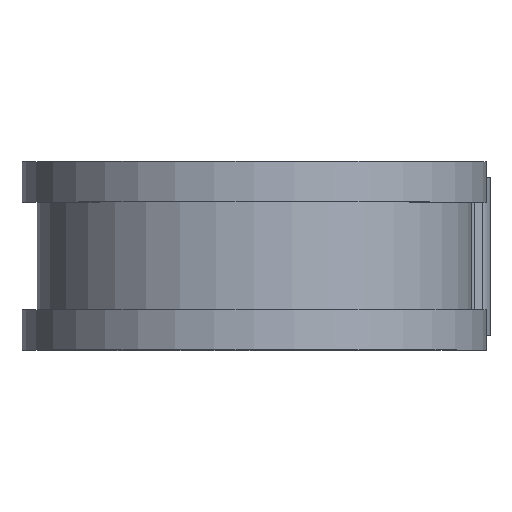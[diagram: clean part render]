
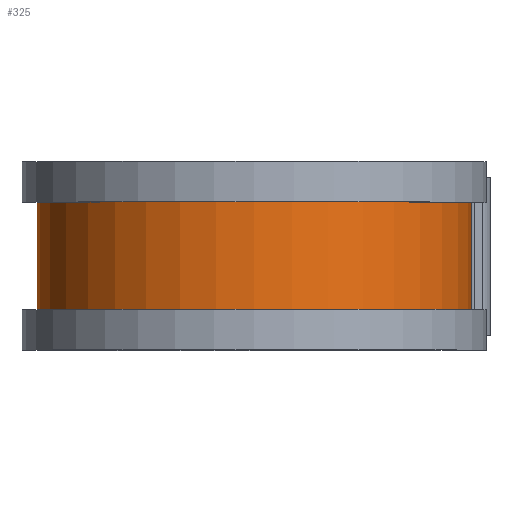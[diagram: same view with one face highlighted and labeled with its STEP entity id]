
A CAD part, top view. The second image highlights one B-rep face of the part: STEP entity #325.
In plain terms, the highlighted cylindrical face has radius 21.793 mm (diameter 43.586 mm), a partial arc.
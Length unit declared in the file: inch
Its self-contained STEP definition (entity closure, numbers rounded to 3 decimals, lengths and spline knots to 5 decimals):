
#9 = VERTEX_POINT ( 'NONE', #534 ) ;
#80 = CARTESIAN_POINT ( 'NONE',  ( 0., 0.2125, -0.858 ) ) ;
#113 = CARTESIAN_POINT ( 'NONE',  ( 0., 0.3125, 0. ) ) ;
#134 = VERTEX_POINT ( 'NONE', #1414 ) ;
#138 = DIRECTION ( 'NONE',  ( 0., 0., -1. ) ) ;
#219 = DIRECTION ( 'NONE',  ( 0., -1., 0. ) ) ;
#233 = EDGE_CURVE ( 'NONE', #841, #134, #1292, .T. ) ;
#237 = DIRECTION ( 'NONE',  ( 0., -1., 0. ) ) ;
#260 = DIRECTION ( 'NONE',  ( 0., -1., 0. ) ) ;
#321 = CARTESIAN_POINT ( 'NONE',  ( 0.858, 0.3125, 0. ) ) ;
#325 = ADVANCED_FACE ( 'NONE', ( #1539 ), #1467, .T. ) ;
#351 = ORIENTED_EDGE ( 'NONE', *, *, #1435, .T. ) ;
#395 = CARTESIAN_POINT ( 'NONE',  ( 0., -0.2125, 0. ) ) ;
#401 = DIRECTION ( 'NONE',  ( 0., -1., 0. ) ) ;
#406 = DIRECTION ( 'NONE',  ( 0., 0., -1. ) ) ;
#454 = ORIENTED_EDGE ( 'NONE', *, *, #1650, .T. ) ;
#506 = CIRCLE ( 'NONE', #1737, 0.858 ) ;
#534 = CARTESIAN_POINT ( 'NONE',  ( 0., -0.2125, -0.858 ) ) ;
#552 = VECTOR ( 'NONE', #260, 39.37008 ) ;
#587 = EDGE_CURVE ( 'NONE', #134, #9, #506, .T. ) ;
#591 = CARTESIAN_POINT ( 'NONE',  ( 0., 0.2125, 0. ) ) ;
#682 = CIRCLE ( 'NONE', #1049, 0.858 ) ;
#721 = DIRECTION ( 'NONE',  ( 0., 0., -1. ) ) ;
#800 = ORIENTED_EDGE ( 'NONE', *, *, #587, .F. ) ;
#825 = VERTEX_POINT ( 'NONE', #80 ) ;
#841 = VERTEX_POINT ( 'NONE', #1094 ) ;
#1049 = AXIS2_PLACEMENT_3D ( 'NONE', #591, #1530, #721 ) ;
#1054 = CARTESIAN_POINT ( 'NONE',  ( 0., 0.3125, -0.858 ) ) ;
#1094 = CARTESIAN_POINT ( 'NONE',  ( 0.858, 0.2125, 0. ) ) ;
#1130 = VECTOR ( 'NONE', #237, 39.37008 ) ;
#1248 = LINE ( 'NONE', #1054, #1130 ) ;
#1281 = ORIENTED_EDGE ( 'NONE', *, *, #233, .F. ) ;
#1292 = LINE ( 'NONE', #321, #552 ) ;
#1414 = CARTESIAN_POINT ( 'NONE',  ( 0.858, -0.2125, 0. ) ) ;
#1435 = EDGE_CURVE ( 'NONE', #825, #9, #1248, .T. ) ;
#1467 = CYLINDRICAL_SURFACE ( 'NONE', #1590, 0.858 ) ;
#1530 = DIRECTION ( 'NONE',  ( 0., -1., 0. ) ) ;
#1539 = FACE_OUTER_BOUND ( 'NONE', #1607, .T. ) ;
#1590 = AXIS2_PLACEMENT_3D ( 'NONE', #113, #219, #138 ) ;
#1607 = EDGE_LOOP ( 'NONE', ( #1281, #454, #351, #800 ) ) ;
#1650 = EDGE_CURVE ( 'NONE', #841, #825, #682, .T. ) ;
#1737 = AXIS2_PLACEMENT_3D ( 'NONE', #395, #401, #406 ) ;
